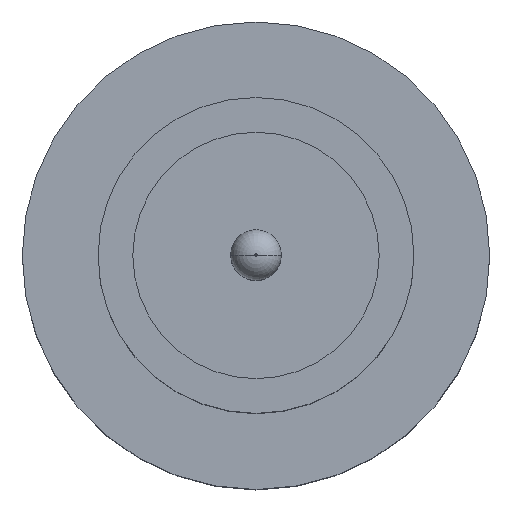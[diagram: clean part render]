
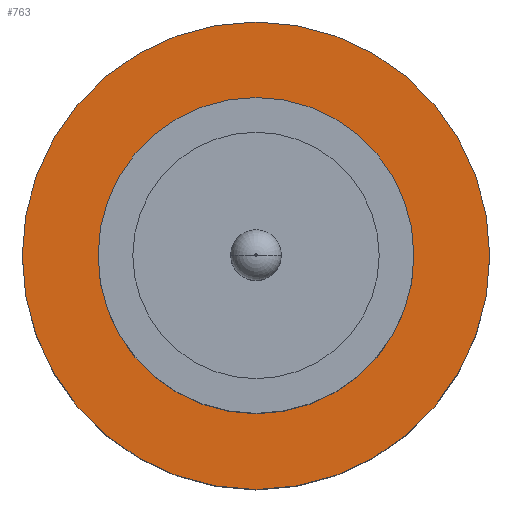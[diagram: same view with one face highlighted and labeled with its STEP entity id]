
A CAD part, top view. The second image highlights one B-rep face of the part: STEP entity #763.
In plain terms, the highlighted planar face has unit normal (0, 0, 1).
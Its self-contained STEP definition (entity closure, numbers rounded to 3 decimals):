
#22 = EDGE_CURVE ( 'NONE', #168, #480, #615, .T. ) ;
#23 = CARTESIAN_POINT ( 'NONE',  ( 0., 0., 1.55 ) ) ;
#24 = DIRECTION ( 'NONE',  ( 1., 0., 0. ) ) ;
#102 = DIRECTION ( 'NONE',  ( 1., 0., 0. ) ) ;
#120 = ORIENTED_EDGE ( 'NONE', *, *, #422, .F. ) ;
#124 = PLANE ( 'NONE',  #297 ) ;
#125 = ORIENTED_EDGE ( 'NONE', *, *, #180, .T. ) ;
#141 = AXIS2_PLACEMENT_3D ( 'NONE', #727, #791, #24 ) ;
#168 = VERTEX_POINT ( 'NONE', #701 ) ;
#180 = EDGE_CURVE ( 'NONE', #758, #752, #565, .T. ) ;
#187 = CARTESIAN_POINT ( 'NONE',  ( 0., 0., 1.55 ) ) ;
#202 = CARTESIAN_POINT ( 'NONE',  ( 0., 0., 1.55 ) ) ;
#215 = CARTESIAN_POINT ( 'NONE',  ( -1.85, 0., 1.55 ) ) ;
#273 = DIRECTION ( 'NONE',  ( 1., 0., 0. ) ) ;
#277 = ORIENTED_EDGE ( 'NONE', *, *, #22, .F. ) ;
#297 = AXIS2_PLACEMENT_3D ( 'NONE', #202, #829, #273 ) ;
#299 = CIRCLE ( 'NONE', #484, 1.25 ) ;
#303 = FACE_BOUND ( 'NONE', #400, .T. ) ;
#334 = EDGE_CURVE ( 'NONE', #752, #758, #524, .T. ) ;
#361 = AXIS2_PLACEMENT_3D ( 'NONE', #23, #522, #102 ) ;
#400 = EDGE_LOOP ( 'NONE', ( #277, #120 ) ) ;
#414 = ORIENTED_EDGE ( 'NONE', *, *, #334, .T. ) ;
#422 = EDGE_CURVE ( 'NONE', #480, #168, #299, .T. ) ;
#425 = FACE_OUTER_BOUND ( 'NONE', #902, .T. ) ;
#447 = CARTESIAN_POINT ( 'NONE',  ( -1.25, 0., 1.55 ) ) ;
#464 = DIRECTION ( 'NONE',  ( 0., 0., 1. ) ) ;
#480 = VERTEX_POINT ( 'NONE', #447 ) ;
#484 = AXIS2_PLACEMENT_3D ( 'NONE', #187, #464, #610 ) ;
#505 = CARTESIAN_POINT ( 'NONE',  ( 1.85, 0., 1.55 ) ) ;
#512 = CARTESIAN_POINT ( 'NONE',  ( 0., 0., 1.55 ) ) ;
#522 = DIRECTION ( 'NONE',  ( 0., 0., 1. ) ) ;
#524 = CIRCLE ( 'NONE', #361, 1.85 ) ;
#565 = CIRCLE ( 'NONE', #831, 1.85 ) ;
#570 = DIRECTION ( 'NONE',  ( 1., 0., 0. ) ) ;
#610 = DIRECTION ( 'NONE',  ( 1., 0., 0. ) ) ;
#615 = CIRCLE ( 'NONE', #141, 1.25 ) ;
#701 = CARTESIAN_POINT ( 'NONE',  ( 1.25, 0., 1.55 ) ) ;
#723 = DIRECTION ( 'NONE',  ( 0., 0., 1. ) ) ;
#727 = CARTESIAN_POINT ( 'NONE',  ( 0., 0., 1.55 ) ) ;
#752 = VERTEX_POINT ( 'NONE', #505 ) ;
#758 = VERTEX_POINT ( 'NONE', #215 ) ;
#763 = ADVANCED_FACE ( 'NONE', ( #303, #425 ), #124, .T. ) ;
#791 = DIRECTION ( 'NONE',  ( 0., 0., 1. ) ) ;
#829 = DIRECTION ( 'NONE',  ( 0., 0., 1. ) ) ;
#831 = AXIS2_PLACEMENT_3D ( 'NONE', #512, #723, #570 ) ;
#902 = EDGE_LOOP ( 'NONE', ( #125, #414 ) ) ;
